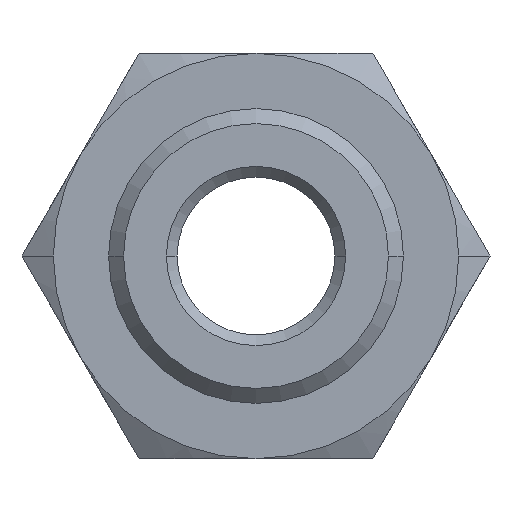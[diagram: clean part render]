
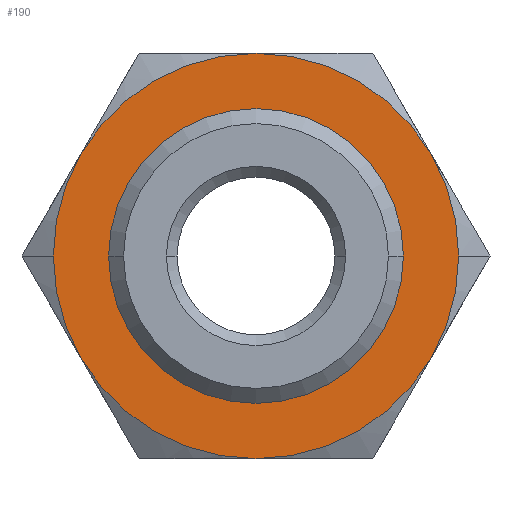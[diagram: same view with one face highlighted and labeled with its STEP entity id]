
A CAD part, left-side view. The second image highlights one B-rep face of the part: STEP entity #190.
In plain terms, the highlighted planar face has unit normal (-1, 0, 0).
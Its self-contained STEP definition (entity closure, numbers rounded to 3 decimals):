
#190=ADVANCED_FACE('',(#390,#391),#392,.T.);
#390=FACE_BOUND('',#603,.T.);
#391=FACE_OUTER_BOUND('',#604,.T.);
#392=PLANE('',#605);
#603=EDGE_LOOP('',(#1033,#1034));
#604=EDGE_LOOP('',(#1035,#1036,#1037,#1038,#1039,#1040,#1041,#1042));
#605=AXIS2_PLACEMENT_3D('',#1043,#1044,#1045);
#1033=ORIENTED_EDGE('',*,*,#1307,.T.);
#1034=ORIENTED_EDGE('',*,*,#1340,.T.);
#1035=ORIENTED_EDGE('',*,*,#1295,.F.);
#1036=ORIENTED_EDGE('',*,*,#1371,.F.);
#1037=ORIENTED_EDGE('',*,*,#1258,.F.);
#1038=ORIENTED_EDGE('',*,*,#1327,.F.);
#1039=ORIENTED_EDGE('',*,*,#1286,.F.);
#1040=ORIENTED_EDGE('',*,*,#1270,.F.);
#1041=ORIENTED_EDGE('',*,*,#1372,.F.);
#1042=ORIENTED_EDGE('',*,*,#1232,.F.);
#1043=CARTESIAN_POINT('',(-15.9,-5.5,0.0));
#1044=DIRECTION('',(-1.0,0.,-0.0));
#1045=DIRECTION('',(0.,1.0,0.0));
#1232=EDGE_CURVE('',#1460,#1463,#1464,.T.);
#1258=EDGE_CURVE('',#1501,#1503,#1504,.T.);
#1270=EDGE_CURVE('',#1423,#1520,#1522,.T.);
#1286=EDGE_CURVE('',#1520,#1544,#1546,.T.);
#1295=EDGE_CURVE('',#1555,#1460,#1557,.T.);
#1307=EDGE_CURVE('',#1569,#1573,#1575,.T.);
#1327=EDGE_CURVE('',#1544,#1501,#1600,.T.);
#1340=EDGE_CURVE('',#1573,#1569,#1617,.T.);
#1371=EDGE_CURVE('',#1503,#1555,#1652,.T.);
#1372=EDGE_CURVE('',#1463,#1423,#1653,.T.);
#1423=VERTEX_POINT('',#1762);
#1460=VERTEX_POINT('',#1861);
#1463=VERTEX_POINT('',#1865);
#1464=CIRCLE('',#1866,11.0);
#1501=VERTEX_POINT('',#1983);
#1503=VERTEX_POINT('',#1996);
#1504=CIRCLE('',#1997,11.0);
#1520=VERTEX_POINT('',#2037);
#1522=CIRCLE('',#2050,11.0);
#1544=VERTEX_POINT('',#2131);
#1546=CIRCLE('',#2134,11.0);
#1555=VERTEX_POINT('',#2154);
#1557=CIRCLE('',#2167,11.0);
#1569=VERTEX_POINT('',#2179);
#1573=VERTEX_POINT('',#2184);
#1575=CIRCLE('',#2187,8.0);
#1600=CIRCLE('',#2247,11.0);
#1617=CIRCLE('',#2297,8.0);
#1652=CIRCLE('',#2428,11.0);
#1653=CIRCLE('',#2429,11.0);
#1762=CARTESIAN_POINT('',(-15.9,0.0,-11.0));
#1861=CARTESIAN_POINT('',(-15.9,-11.0,0.));
#1865=CARTESIAN_POINT('',(-15.9,-9.526,-5.5));
#1866=AXIS2_PLACEMENT_3D('',#2556,#2557,#2558);
#1983=CARTESIAN_POINT('',(-15.9,9.526,5.5));
#1996=CARTESIAN_POINT('',(-15.9,0.,11.0));
#1997=AXIS2_PLACEMENT_3D('',#2583,#2584,#2585);
#2037=CARTESIAN_POINT('',(-15.9,9.526,-5.5));
#2050=AXIS2_PLACEMENT_3D('',#2597,#2598,#2599);
#2131=CARTESIAN_POINT('',(-15.9,11.0,0.));
#2134=AXIS2_PLACEMENT_3D('',#2608,#2609,#2610);
#2154=CARTESIAN_POINT('',(-15.9,-9.526,5.5));
#2167=AXIS2_PLACEMENT_3D('',#2620,#2621,#2622);
#2179=CARTESIAN_POINT('',(-15.9,8.0,0.0));
#2184=CARTESIAN_POINT('',(-15.9,-8.0,0.));
#2187=AXIS2_PLACEMENT_3D('',#2643,#2644,#2645);
#2247=AXIS2_PLACEMENT_3D('',#2675,#2676,#2677);
#2297=AXIS2_PLACEMENT_3D('',#2693,#2694,#2695);
#2428=AXIS2_PLACEMENT_3D('',#2713,#2714,#2715);
#2429=AXIS2_PLACEMENT_3D('',#2716,#2717,#2718);
#2556=CARTESIAN_POINT('',(-15.9,0.0,0.0));
#2557=DIRECTION('',(1.0,0.,0.0));
#2558=DIRECTION('',(0.,-1.0,0.0));
#2583=CARTESIAN_POINT('',(-15.9,0.0,0.0));
#2584=DIRECTION('',(1.0,0.,0.0));
#2585=DIRECTION('',(0.,-1.0,0.0));
#2597=CARTESIAN_POINT('',(-15.9,0.0,0.0));
#2598=DIRECTION('',(1.0,0.,0.0));
#2599=DIRECTION('',(0.,-1.0,0.0));
#2608=CARTESIAN_POINT('',(-15.9,0.0,0.0));
#2609=DIRECTION('',(1.0,0.,0.0));
#2610=DIRECTION('',(0.,-1.0,0.0));
#2620=CARTESIAN_POINT('',(-15.9,0.0,0.0));
#2621=DIRECTION('',(1.0,0.,0.0));
#2622=DIRECTION('',(0.,-1.0,0.0));
#2643=CARTESIAN_POINT('',(-15.9,0.0,0.0));
#2644=DIRECTION('',(1.0,0.,0.0));
#2645=DIRECTION('',(0.,1.0,0.0));
#2675=CARTESIAN_POINT('',(-15.9,0.0,0.0));
#2676=DIRECTION('',(1.0,0.,0.0));
#2677=DIRECTION('',(0.,-1.0,0.0));
#2693=CARTESIAN_POINT('',(-15.9,0.0,0.0));
#2694=DIRECTION('',(1.0,0.,0.0));
#2695=DIRECTION('',(0.,1.0,0.0));
#2713=CARTESIAN_POINT('',(-15.9,0.0,0.0));
#2714=DIRECTION('',(1.0,0.,0.0));
#2715=DIRECTION('',(0.,-1.0,0.0));
#2716=CARTESIAN_POINT('',(-15.9,0.0,0.0));
#2717=DIRECTION('',(1.0,0.,0.0));
#2718=DIRECTION('',(0.,-1.0,0.0));
